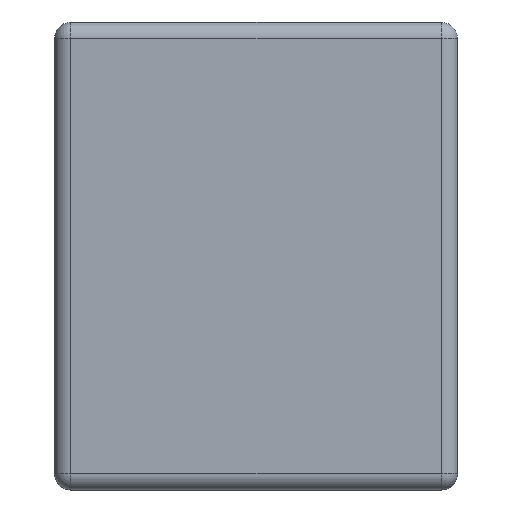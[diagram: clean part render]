
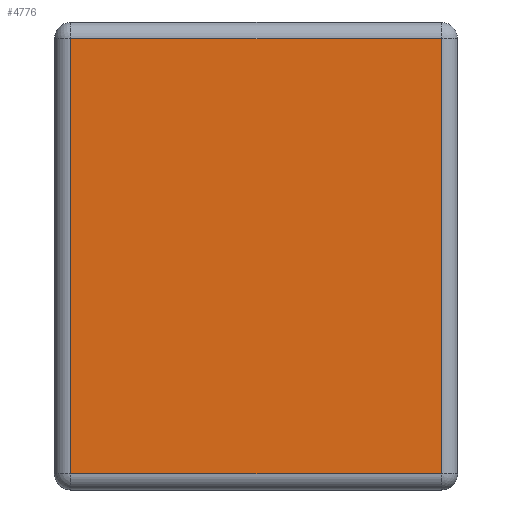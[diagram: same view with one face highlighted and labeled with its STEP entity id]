
A CAD part, left-side view. The second image highlights one B-rep face of the part: STEP entity #4776.
In plain terms, the highlighted planar face has unit normal (-1, 0, 0).
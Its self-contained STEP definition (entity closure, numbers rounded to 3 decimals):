
#440=PLANE('',#5166);
#555=FACE_OUTER_BOUND('',#820,.T.);
#820=EDGE_LOOP('',(#3326,#3327,#3328,#3329));
#1088=LINE('',#6407,#1518);
#1089=LINE('',#6416,#1519);
#1094=LINE('',#6426,#1524);
#1097=LINE('',#6434,#1527);
#1518=VECTOR('',#5470,10.);
#1519=VECTOR('',#5481,10.);
#1524=VECTOR('',#5492,10.);
#1527=VECTOR('',#5501,10.);
#2006=VERTEX_POINT('',#6374);
#2011=VERTEX_POINT('',#6387);
#2017=VERTEX_POINT('',#6402);
#2018=VERTEX_POINT('',#6409);
#2519=EDGE_CURVE('',#2006,#2017,#1088,.T.);
#2523=EDGE_CURVE('',#2018,#2011,#1089,.T.);
#2529=EDGE_CURVE('',#2017,#2018,#1094,.T.);
#2533=EDGE_CURVE('',#2011,#2006,#1097,.T.);
#3326=ORIENTED_EDGE('',*,*,#2523,.F.);
#3327=ORIENTED_EDGE('',*,*,#2529,.F.);
#3328=ORIENTED_EDGE('',*,*,#2519,.F.);
#3329=ORIENTED_EDGE('',*,*,#2533,.F.);
#4776=ADVANCED_FACE('',(#555),#440,.T.);
#5166=AXIS2_PLACEMENT_3D('',#6440,#5509,#5510);
#5470=DIRECTION('',(0.,0.,1.));
#5481=DIRECTION('',(0.,0.,-1.));
#5492=DIRECTION('',(0.,-1.,0.));
#5501=DIRECTION('',(0.,1.,0.));
#5509=DIRECTION('center_axis',(-1.,0.,0.));
#5510=DIRECTION('ref_axis',(0.,-1.,0.));
#6374=CARTESIAN_POINT('',(-1.,0.575,0.05));
#6387=CARTESIAN_POINT('',(-1.,-0.575,0.05));
#6402=CARTESIAN_POINT('',(-1.,0.575,1.4));
#6407=CARTESIAN_POINT('',(-1.,0.575,0.));
#6409=CARTESIAN_POINT('',(-1.,-0.575,1.4));
#6416=CARTESIAN_POINT('',(-1.,-0.575,0.));
#6426=CARTESIAN_POINT('',(-1.,0.313,1.4));
#6434=CARTESIAN_POINT('',(-1.,0.313,0.05));
#6440=CARTESIAN_POINT('Origin',(-1.,0.625,0.));
